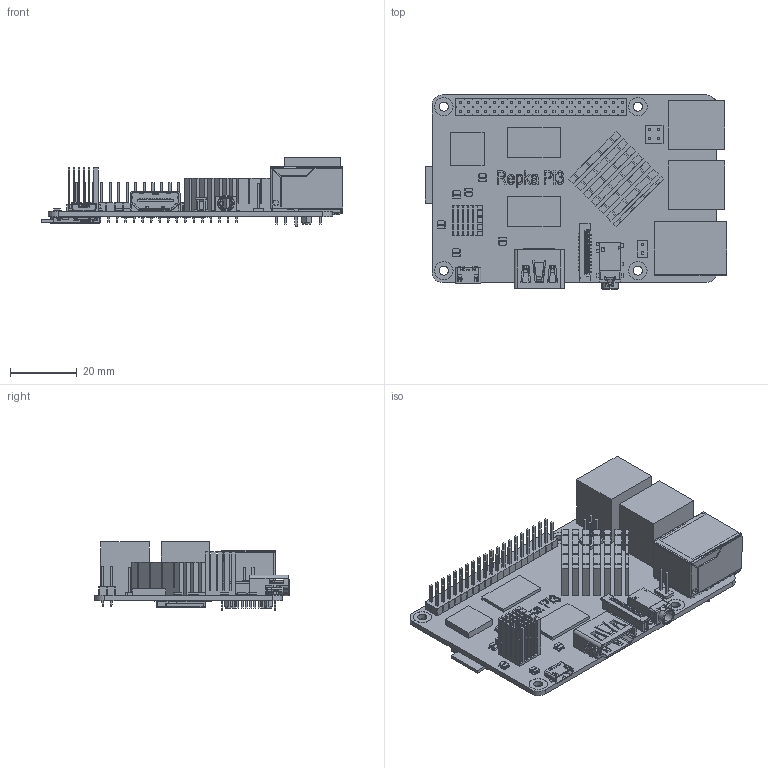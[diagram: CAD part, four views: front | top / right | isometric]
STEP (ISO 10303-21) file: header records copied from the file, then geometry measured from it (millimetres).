
FILE_DESCRIPTION (( 'STEP AP203' ), '1' );
FILE_NAME ('Ñáîðêà RepkaPi3 (AP203).STEP', '2023-04-11T10:26:07', ( '' ), ( '' ), 'SwSTEP 2.0', 'SolidWorks 2016', '' );
FILE_SCHEMA (( 'CONFIG_CONTROL_DESIGN' ));
Length unit declared in the file: millimetre
Products named in the file (53): Êîïèÿ ST-TF-003A_8^Êîïèÿ ÎÁÐÀÒÍÀß ÑÒÎÐÎÍÀ_Ñáîðêà RepkaPi3; Êîïèÿ SI-61001-F_20^Êîïèÿ HanRun_Ñáîðêà RepkaPi3; Êîïèÿ SI-61001-F_21^Êîïèÿ HanRun_Ñáîðêà RepkaPi3; Êîïèÿ ST-TF-003A_5^Êîïèÿ ÎÁÐÀÒÍÀß ÑÒÎÐÎÍÀ_Ñáîðêà RepkaPi3; Êîïèÿ SI-61001-F_15^Êîïèÿ HanRun_Ñáîðêà RepkaPi3; Êîïèÿ SI-61001-F_12^Êîïèÿ HanRun_Ñáîðêà RepkaPi3; Êîïèÿ ÎÁÐÀÒÍÀß ÑÒÎÐÎÍÀ^Ñáîðêà RepkaPi3; Êîïèÿ SI-61001-F_2^Êîïèÿ HanRun_Ñáîðêà RepkaPi3; Êîïèÿ CUI_DEVICES_SJ2-35894D-SMT-TR^Êîïèÿ jack3.5_4pin_Ñáîðêà RepkaPi3; Êîïèÿ SI-61001-F_17^Êîïèÿ HanRun_Ñáîðêà RepkaPi3; Êîïèÿ SI-61001-F^Êîïèÿ HanRun_Ñáîðêà RepkaPi3; Êîïèÿ ST-TF-003A_12^Êîïèÿ ÎÁÐÀÒÍÀß ÑÒÎÐÎÍÀ_Ñáîðêà RepkaPi3; Êîïèÿ SI-61001-F_9^Êîïèÿ HanRun_Ñáîðêà RepkaPi3; Êîïèÿ SI-61001-F_7^Êîïèÿ HanRun_Ñáîðêà RepkaPi3; Êîïèÿ SI-61001-F_18^Êîïèÿ HanRun_Ñáîðêà RepkaPi3; Êîïèÿ ST-TF-003A_3^Êîïèÿ ÎÁÐÀÒÍÀß ÑÒÎÐÎÍÀ_Ñáîðêà RepkaPi3; Êîïèÿ SI-61001-F_22^Êîïèÿ HanRun_Ñáîðêà RepkaPi3; Êîïèÿ SI-61001-F_5^Êîïèÿ HanRun_Ñáîðêà RepkaPi3; Êîïèÿ IND-2410^Ñáîðêà RepkaPi3; Êîïèÿ SI-61001-F_8^Êîïèÿ HanRun_Ñáîðêà RepkaPi3; Êîïèÿ SI-61001-F_10^Êîïèÿ HanRun_Ñáîðêà RepkaPi3; Êîïèÿ SI-61001-F_23^Êîïèÿ HanRun_Ñáîðêà RepkaPi3; Êîïèÿ ST-TF-003A_9^Êîïèÿ ÎÁÐÀÒÍÀß ÑÒÎÐÎÍÀ_Ñáîðêà RepkaPi3; Êîïèÿ SI-61001-F_14^Êîïèÿ HanRun_Ñáîðêà RepkaPi3; Êîïèÿ HanRun^Ñáîðêà RepkaPi3; Êîïèÿ ST-TF-003A_13^Êîïèÿ ÎÁÐÀÒÍÀß ÑÒÎÐÎÍÀ_Ñáîðêà RepkaPi3; Êîïèÿ SI-61001-F_24^Êîïèÿ HanRun_Ñáîðêà RepkaPi3; Êîïèÿ Øèìêà^Ñáîðêà RepkaPi3; Êîïèÿ ST-TF-003A_11^Êîïèÿ ÎÁÐÀÒÍÀß ÑÒÎÐÎÍÀ_Ñáîðêà RepkaPi3; Êîïèÿ jack3.5_4pin^Ñáîðêà RepkaPi3; Êîïèÿ ST-TF-003A_14^Êîïèÿ ÎÁÐÀÒÍÀß ÑÒÎÐÎÍÀ_Ñáîðêà RepkaPi3; Êîïèÿ ST-TF-003A^Êîïèÿ ÎÁÐÀÒÍÀß ÑÒÎÐÎÍÀ_Ñáîðêà RepkaPi3; Êîïèÿ SI-61001-F_16^Êîïèÿ HanRun_Ñáîðêà RepkaPi3; Êîïèÿ ST-TF-003A_10^Êîïèÿ ÎÁÐÀÒÍÀß ÑÒÎÐÎÍÀ_Ñáîðêà RepkaPi3; Êîïèÿ CUI_DEVICES_SJ2-35894D-SMT-TR_2^Êîïèÿ jack3.5_4pin_Ñáîðêà RepkaPi3; Êîïèÿ SI-61001-F_19^Êîïèÿ HanRun_Ñáîðêà RepkaPi3; Êîïèÿ SI-61001-F_27^Êîïèÿ HanRun_Ñáîðêà RepkaPi3; Êîïèÿ ÌÈÊÐÎ ÞÑÁ^Ñáîðêà RepkaPi3; Êîïèÿ SI-61001-F_6^Êîïèÿ HanRun_Ñáîðêà RepkaPi3; Êîïèÿ SI-61001-F_25^Êîïèÿ HanRun_Ñáîðêà RepkaPi3 ...
Assembly tree (57 placements, depth 3):
  栖闉罻 RepkaPi3 (AP203)
    Êîïèÿ Repka Pi 3 (3D)^Ñáîðêà RepkaPi3
    Êîïèÿ HDMI^Ñáîðêà RepkaPi3
    Êîïèÿ jack3.5_4pin^Ñáîðêà RepkaPi3
      Êîïèÿ CUI_DEVICES_SJ2-35894D-SMT-TR_2^Êîïèÿ jack3.5_4pin_Ñáîðêà RepkaPi3
      Êîïèÿ CUI_DEVICES_SJ2-35894D-SMT-TR^Êîïèÿ jack3.5_4pin_Ñáîðêà RepkaPi3
    Êîïèÿ Øèìêà^Ñáîðêà RepkaPi3
    Êîïèÿ ÌÈÊÐÎ ÞÑÁ^Ñáîðêà RepkaPi3
    Êîïèÿ ÎÁÐÀÒÍÀß ÑÒÎÐÎÍÀ^Ñáîðêà RepkaPi3
      Êîïèÿ ST-TF-003A_8^Êîïèÿ ÎÁÐÀÒÍÀß ÑÒÎÐÎÍÀ_Ñáîðêà RepkaPi3
      Êîïèÿ ST-TF-003A_3^Êîïèÿ ÎÁÐÀÒÍÀß ÑÒÎÐÎÍÀ_Ñáîðêà RepkaPi3
      Êîïèÿ ST-TF-003A_2^Êîïèÿ ÎÁÐÀÒÍÀß ÑÒÎÐÎÍÀ_Ñáîðêà RepkaPi3
      Êîïèÿ ST-TF-003A^Êîïèÿ ÎÁÐÀÒÍÀß ÑÒÎÐÎÍÀ_Ñáîðêà RepkaPi3
      Êîïèÿ ST-TF-003A_11^Êîïèÿ ÎÁÐÀÒÍÀß ÑÒÎÐÎÍÀ_Ñáîðêà RepkaPi3
      Êîïèÿ ST-TF-003A_7^Êîïèÿ ÎÁÐÀÒÍÀß ÑÒÎÐÎÍÀ_Ñáîðêà RepkaPi3
      Êîïèÿ ST-TF-003A_10^Êîïèÿ ÎÁÐÀÒÍÀß ÑÒÎÐÎÍÀ_Ñáîðêà RepkaPi3
      Êîïèÿ ST-TF-003A_4^Êîïèÿ ÎÁÐÀÒÍÀß ÑÒÎÐÎÍÀ_Ñáîðêà RepkaPi3
      Êîïèÿ ST-TF-003A_14^Êîïèÿ ÎÁÐÀÒÍÀß ÑÒÎÐÎÍÀ_Ñáîðêà RepkaPi3
      Êîïèÿ ST-TF-003A_12^Êîïèÿ ÎÁÐÀÒÍÀß ÑÒÎÐÎÍÀ_Ñáîðêà RepkaPi3
      Êîïèÿ ST-TF-003A_9^Êîïèÿ ÎÁÐÀÒÍÀß ÑÒÎÐÎÍÀ_Ñáîðêà RepkaPi3
      Êîïèÿ ST-TF-003A_5^Êîïèÿ ÎÁÐÀÒÍÀß ÑÒÎÐÎÍÀ_Ñáîðêà RepkaPi3
      Êîïèÿ ST-TF-003A_13^Êîïèÿ ÎÁÐÀÒÍÀß ÑÒÎÐÎÍÀ_Ñáîðêà RepkaPi3
      Êîïèÿ ST-TF-003A_6^Êîïèÿ ÎÁÐÀÒÍÀß ÑÒÎÐÎÍÀ_Ñáîðêà RepkaPi3
    Êîïèÿ HanRun^Ñáîðêà RepkaPi3
      Êîïèÿ SI-61001-F_2^Êîïèÿ HanRun_Ñáîðêà RepkaPi3
      Êîïèÿ SI-61001-F_9^Êîïèÿ HanRun_Ñáîðêà RepkaPi3
      Êîïèÿ SI-61001-F^Êîïèÿ HanRun_Ñáîðêà RepkaPi3
      Êîïèÿ SI-61001-F_12^Êîïèÿ HanRun_Ñáîðêà RepkaPi3
      Êîïèÿ SI-61001-F_19^Êîïèÿ HanRun_Ñáîðêà RepkaPi3
      Êîïèÿ SI-61001-F_6^Êîïèÿ HanRun_Ñáîðêà RepkaPi3
      Êîïèÿ SI-61001-F_25^Êîïèÿ HanRun_Ñáîðêà RepkaPi3
      Êîïèÿ SI-61001-F_18^Êîïèÿ HanRun_Ñáîðêà RepkaPi3
      Êîïèÿ SI-61001-F_23^Êîïèÿ HanRun_Ñáîðêà RepkaPi3
      Êîïèÿ SI-61001-F_27^Êîïèÿ HanRun_Ñáîðêà RepkaPi3
      Êîïèÿ SI-61001-F_21^Êîïèÿ HanRun_Ñáîðêà RepkaPi3
      Êîïèÿ SI-61001-F_5^Êîïèÿ HanRun_Ñáîðêà RepkaPi3
      Êîïèÿ SI-61001-F_20^Êîïèÿ HanRun_Ñáîðêà RepkaPi3
      Êîïèÿ SI-61001-F_16^Êîïèÿ HanRun_Ñáîðêà RepkaPi3
      Êîïèÿ SI-61001-F_4^Êîïèÿ HanRun_Ñáîðêà RepkaPi3
      Êîïèÿ SI-61001-F_15^Êîïèÿ HanRun_Ñáîðêà RepkaPi3
      Êîïèÿ SI-61001-F_10^Êîïèÿ HanRun_Ñáîðêà RepkaPi3
      Êîïèÿ SI-61001-F_11^Êîïèÿ HanRun_Ñáîðêà RepkaPi3
      Êîïèÿ SI-61001-F_8^Êîïèÿ HanRun_Ñáîðêà RepkaPi3
      Êîïèÿ SI-61001-F_22^Êîïèÿ HanRun_Ñáîðêà RepkaPi3
      Êîïèÿ SI-61001-F_3^Êîïèÿ HanRun_Ñáîðêà RepkaPi3
      Êîïèÿ SI-61001-F_14^Êîïèÿ HanRun_Ñáîðêà RepkaPi3
      Êîïèÿ SI-61001-F_26^Êîïèÿ HanRun_Ñáîðêà RepkaPi3
      Êîïèÿ SI-61001-F_13^Êîïèÿ HanRun_Ñáîðêà RepkaPi3
      Êîïèÿ SI-61001-F_28^Êîïèÿ HanRun_Ñáîðêà RepkaPi3
      Êîïèÿ SI-61001-F_17^Êîïèÿ HanRun_Ñáîðêà RepkaPi3
      Êîïèÿ SI-61001-F_24^Êîïèÿ HanRun_Ñáîðêà RepkaPi3
      Êîïèÿ SI-61001-F_7^Êîïèÿ HanRun_Ñáîðêà RepkaPi3
    Êîïèÿ IND-2410^Ñáîðêà RepkaPi3  x6
Bounding box: 90 x 58 x 20.41 mm (x, y, z)
Volume: 21633.7 mm3; surface area: 32451.1 mm2
Topology: 59 solids, 65 shells, 6313 faces, 17253 edges, 11281 vertices
Faces by surface type: plane 4619, cylinder 1252, bspline 426, cone 12, sphere 4
Entity records: 193182 total; most frequent: CARTESIAN_POINT 47257, ORIENTED_EDGE 30462, DIRECTION 26954, EDGE_CURVE 15231, VECTOR 12370, LINE 12370, VERTEX_POINT 9971, AXIS2_PLACEMENT_3D 7292
